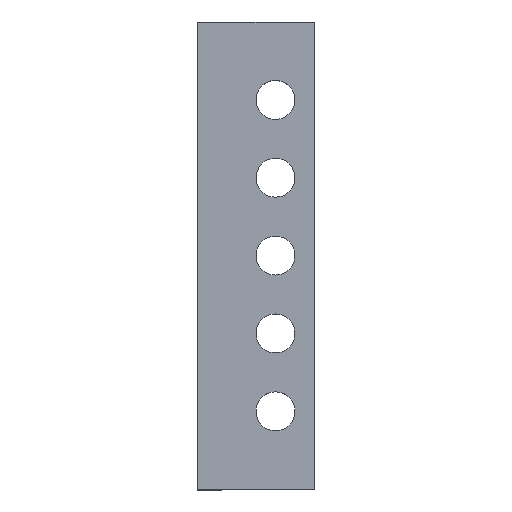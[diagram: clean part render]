
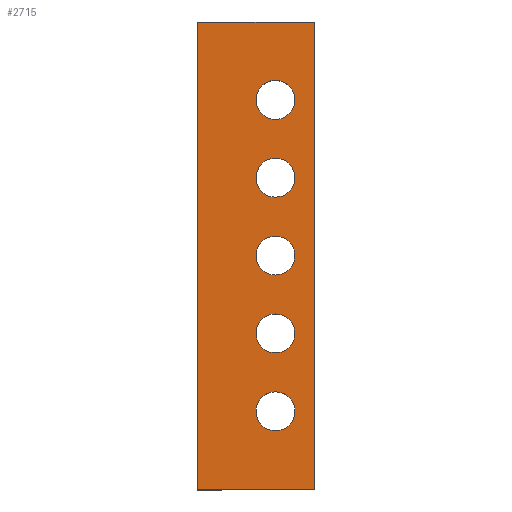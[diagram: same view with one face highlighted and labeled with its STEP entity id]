
A CAD part, top view. The second image highlights one B-rep face of the part: STEP entity #2715.
In plain terms, the highlighted planar face has unit normal (0, 0, 1).
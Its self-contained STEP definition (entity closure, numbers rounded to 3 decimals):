
#35 = CARTESIAN_POINT ( 'NONE',  ( 24., 48., 2.5 ) ) ;
#39 = ORIENTED_EDGE ( 'NONE', *, *, #1098, .T. ) ;
#104 = CIRCLE ( 'NONE', #475, 2. ) ;
#108 = VECTOR ( 'NONE', #3051, 1000. ) ;
#122 = VERTEX_POINT ( 'NONE', #1173 ) ;
#139 = VERTEX_POINT ( 'NONE', #688 ) ;
#146 = DIRECTION ( 'NONE',  ( -1., 0., 0. ) ) ;
#148 = VERTEX_POINT ( 'NONE', #1220 ) ;
#186 = VERTEX_POINT ( 'NONE', #1943 ) ;
#235 = AXIS2_PLACEMENT_3D ( 'NONE', #3100, #2378, #2101 ) ;
#254 = DIRECTION ( 'NONE',  ( -1., 0., 0. ) ) ;
#256 = VERTEX_POINT ( 'NONE', #758 ) ;
#272 = LINE ( 'NONE', #1127, #3008 ) ;
#285 = EDGE_CURVE ( 'NONE', #122, #186, #436, .T. ) ;
#345 = CARTESIAN_POINT ( 'NONE',  ( -16., 32., 2.5 ) ) ;
#382 = DIRECTION ( 'NONE',  ( 0., 0., -1. ) ) ;
#389 = DIRECTION ( 'NONE',  ( -1., 0., 0. ) ) ;
#391 = ORIENTED_EDGE ( 'NONE', *, *, #476, .T. ) ;
#403 = CARTESIAN_POINT ( 'NONE',  ( -12., 57.823, 2.5 ) ) ;
#436 = CIRCLE ( 'NONE', #673, 2. ) ;
#446 = DIRECTION ( 'NONE',  ( 0., 0., -1. ) ) ;
#451 = ORIENTED_EDGE ( 'NONE', *, *, #2219, .T. ) ;
#454 = VECTOR ( 'NONE', #2252, 1000. ) ;
#475 = AXIS2_PLACEMENT_3D ( 'NONE', #2691, #571, #557 ) ;
#476 = EDGE_CURVE ( 'NONE', #1962, #998, #272, .T. ) ;
#490 = DIRECTION ( 'NONE',  ( 0., 0., -1. ) ) ;
#557 = DIRECTION ( 'NONE',  ( -1., 0., 0. ) ) ;
#571 = DIRECTION ( 'NONE',  ( 0., 0., -1. ) ) ;
#589 = EDGE_CURVE ( 'NONE', #2432, #2418, #1465, .T. ) ;
#613 = CARTESIAN_POINT ( 'NONE',  ( -16., 32., 2.5 ) ) ;
#673 = AXIS2_PLACEMENT_3D ( 'NONE', #1821, #490, #254 ) ;
#679 = DIRECTION ( 'NONE',  ( -1., 0., 0. ) ) ;
#686 = CARTESIAN_POINT ( 'NONE',  ( -18., 32., 2.5 ) ) ;
#688 = CARTESIAN_POINT ( 'NONE',  ( -12., 48., 2.5 ) ) ;
#702 = EDGE_CURVE ( 'NONE', #139, #998, #1533, .T. ) ;
#732 = CARTESIAN_POINT ( 'NONE',  ( -24., 0., 2.5 ) ) ;
#758 = CARTESIAN_POINT ( 'NONE',  ( -14., 40., 2.5 ) ) ;
#847 = DIRECTION ( 'NONE',  ( 0., 0., -1. ) ) ;
#955 = CARTESIAN_POINT ( 'NONE',  ( -16., 8., 2.5 ) ) ;
#974 = CARTESIAN_POINT ( 'NONE',  ( -16., 16., 2.5 ) ) ;
#998 = VERTEX_POINT ( 'NONE', #3166 ) ;
#1008 = EDGE_CURVE ( 'NONE', #186, #122, #104, .T. ) ;
#1026 = FACE_BOUND ( 'NONE', #2988, .T. ) ;
#1032 = AXIS2_PLACEMENT_3D ( 'NONE', #955, #446, #3290 ) ;
#1050 = AXIS2_PLACEMENT_3D ( 'NONE', #35, #3164, #2664 ) ;
#1098 = EDGE_CURVE ( 'NONE', #148, #2036, #1255, .T. ) ;
#1127 = CARTESIAN_POINT ( 'NONE',  ( 24., 0., 2.5 ) ) ;
#1173 = CARTESIAN_POINT ( 'NONE',  ( -18., 24., 2.5 ) ) ;
#1212 = CARTESIAN_POINT ( 'NONE',  ( -14., 32., 2.5 ) ) ;
#1220 = CARTESIAN_POINT ( 'NONE',  ( -14., 16., 2.5 ) ) ;
#1240 = VERTEX_POINT ( 'NONE', #2449 ) ;
#1245 = ORIENTED_EDGE ( 'NONE', *, *, #702, .F. ) ;
#1255 = CIRCLE ( 'NONE', #3357, 2. ) ;
#1278 = DIRECTION ( 'NONE',  ( 0., 0., -1. ) ) ;
#1308 = FACE_OUTER_BOUND ( 'NONE', #2334, .T. ) ;
#1330 = CIRCLE ( 'NONE', #1032, 2. ) ;
#1351 = EDGE_CURVE ( 'NONE', #1240, #1843, #2206, .T. ) ;
#1379 = EDGE_CURVE ( 'NONE', #1728, #256, #3310, .T. ) ;
#1390 = CIRCLE ( 'NONE', #2532, 2. ) ;
#1397 = FACE_BOUND ( 'NONE', #1965, .T. ) ;
#1416 = CIRCLE ( 'NONE', #2427, 2. ) ;
#1424 = CIRCLE ( 'NONE', #2717, 2. ) ;
#1440 = ORIENTED_EDGE ( 'NONE', *, *, #2403, .F. ) ;
#1465 = CIRCLE ( 'NONE', #3336, 2. ) ;
#1533 = LINE ( 'NONE', #403, #108 ) ;
#1607 = ORIENTED_EDGE ( 'NONE', *, *, #589, .T. ) ;
#1610 = CARTESIAN_POINT ( 'NONE',  ( -18., 16., 2.5 ) ) ;
#1638 = FACE_BOUND ( 'NONE', #1772, .T. ) ;
#1648 = EDGE_CURVE ( 'NONE', #2087, #1962, #2927, .T. ) ;
#1663 = EDGE_LOOP ( 'NONE', ( #2628, #2621 ) ) ;
#1673 = EDGE_CURVE ( 'NONE', #2418, #2432, #1424, .T. ) ;
#1683 = CARTESIAN_POINT ( 'NONE',  ( -24., 48., 2.5 ) ) ;
#1719 = FACE_BOUND ( 'NONE', #2270, .T. ) ;
#1728 = VERTEX_POINT ( 'NONE', #1740 ) ;
#1733 = EDGE_CURVE ( 'NONE', #2036, #148, #1416, .T. ) ;
#1740 = CARTESIAN_POINT ( 'NONE',  ( -18., 40., 2.5 ) ) ;
#1772 = EDGE_LOOP ( 'NONE', ( #2038, #2673 ) ) ;
#1773 = EDGE_CURVE ( 'NONE', #1843, #1240, #1330, .T. ) ;
#1774 = CARTESIAN_POINT ( 'NONE',  ( 24., 48., 2.5 ) ) ;
#1793 = CARTESIAN_POINT ( 'NONE',  ( -14., 8., 2.5 ) ) ;
#1810 = DIRECTION ( 'NONE',  ( -1., 0., 0. ) ) ;
#1821 = CARTESIAN_POINT ( 'NONE',  ( -16., 24., 2.5 ) ) ;
#1843 = VERTEX_POINT ( 'NONE', #1793 ) ;
#1943 = CARTESIAN_POINT ( 'NONE',  ( -14., 24., 2.5 ) ) ;
#1958 = CARTESIAN_POINT ( 'NONE',  ( -16., 16., 2.5 ) ) ;
#1962 = VERTEX_POINT ( 'NONE', #732 ) ;
#1965 = EDGE_LOOP ( 'NONE', ( #1607, #2208 ) ) ;
#2036 = VERTEX_POINT ( 'NONE', #1610 ) ;
#2038 = ORIENTED_EDGE ( 'NONE', *, *, #1351, .T. ) ;
#2045 = AXIS2_PLACEMENT_3D ( 'NONE', #2088, #1278, #1810 ) ;
#2087 = VERTEX_POINT ( 'NONE', #2338 ) ;
#2088 = CARTESIAN_POINT ( 'NONE',  ( -16., 8., 2.5 ) ) ;
#2101 = DIRECTION ( 'NONE',  ( -1., 0., 0. ) ) ;
#2174 = DIRECTION ( 'NONE',  ( 0., 0., -1. ) ) ;
#2203 = VECTOR ( 'NONE', #2727, 1000. ) ;
#2206 = CIRCLE ( 'NONE', #2045, 2. ) ;
#2208 = ORIENTED_EDGE ( 'NONE', *, *, #1673, .T. ) ;
#2219 = EDGE_CURVE ( 'NONE', #256, #1728, #1390, .T. ) ;
#2232 = DIRECTION ( 'NONE',  ( 0., 0., -1. ) ) ;
#2252 = DIRECTION ( 'NONE',  ( 1., 0., 0. ) ) ;
#2270 = EDGE_LOOP ( 'NONE', ( #3001, #39 ) ) ;
#2334 = EDGE_LOOP ( 'NONE', ( #391, #1245, #1440, #2948 ) ) ;
#2338 = CARTESIAN_POINT ( 'NONE',  ( -24., 48., 2.5 ) ) ;
#2378 = DIRECTION ( 'NONE',  ( 0., 0., -1. ) ) ;
#2395 = PLANE ( 'NONE',  #1050 ) ;
#2403 = EDGE_CURVE ( 'NONE', #2087, #139, #3137, .T. ) ;
#2418 = VERTEX_POINT ( 'NONE', #1212 ) ;
#2427 = AXIS2_PLACEMENT_3D ( 'NONE', #974, #2500, #3037 ) ;
#2432 = VERTEX_POINT ( 'NONE', #686 ) ;
#2449 = CARTESIAN_POINT ( 'NONE',  ( -18., 8., 2.5 ) ) ;
#2500 = DIRECTION ( 'NONE',  ( 0., 0., -1. ) ) ;
#2515 = ORIENTED_EDGE ( 'NONE', *, *, #1379, .T. ) ;
#2532 = AXIS2_PLACEMENT_3D ( 'NONE', #3165, #847, #2939 ) ;
#2621 = ORIENTED_EDGE ( 'NONE', *, *, #1008, .T. ) ;
#2628 = ORIENTED_EDGE ( 'NONE', *, *, #285, .T. ) ;
#2664 = DIRECTION ( 'NONE',  ( -1., 0., 0. ) ) ;
#2673 = ORIENTED_EDGE ( 'NONE', *, *, #1773, .T. ) ;
#2691 = CARTESIAN_POINT ( 'NONE',  ( -16., 24., 2.5 ) ) ;
#2711 = DIRECTION ( 'NONE',  ( 1., 0., 0. ) ) ;
#2715 = ADVANCED_FACE ( 'NONE', ( #1719, #1638, #1308, #3099, #1397, #1026 ), #2395, .F. ) ;
#2717 = AXIS2_PLACEMENT_3D ( 'NONE', #613, #382, #146 ) ;
#2727 = DIRECTION ( 'NONE',  ( 0., -1., 0. ) ) ;
#2927 = LINE ( 'NONE', #1683, #2203 ) ;
#2939 = DIRECTION ( 'NONE',  ( -1., 0., 0. ) ) ;
#2948 = ORIENTED_EDGE ( 'NONE', *, *, #1648, .T. ) ;
#2988 = EDGE_LOOP ( 'NONE', ( #2515, #451 ) ) ;
#3001 = ORIENTED_EDGE ( 'NONE', *, *, #1733, .T. ) ;
#3008 = VECTOR ( 'NONE', #2711, 1000. ) ;
#3037 = DIRECTION ( 'NONE',  ( -1., 0., 0. ) ) ;
#3051 = DIRECTION ( 'NONE',  ( 0., -1., 0. ) ) ;
#3099 = FACE_BOUND ( 'NONE', #1663, .T. ) ;
#3100 = CARTESIAN_POINT ( 'NONE',  ( -16., 40., 2.5 ) ) ;
#3137 = LINE ( 'NONE', #1774, #454 ) ;
#3164 = DIRECTION ( 'NONE',  ( 0., 0., -1. ) ) ;
#3165 = CARTESIAN_POINT ( 'NONE',  ( -16., 40., 2.5 ) ) ;
#3166 = CARTESIAN_POINT ( 'NONE',  ( -12., 0., 2.5 ) ) ;
#3290 = DIRECTION ( 'NONE',  ( -1., 0., 0. ) ) ;
#3310 = CIRCLE ( 'NONE', #235, 2. ) ;
#3336 = AXIS2_PLACEMENT_3D ( 'NONE', #345, #2174, #679 ) ;
#3357 = AXIS2_PLACEMENT_3D ( 'NONE', #1958, #2232, #389 ) ;
